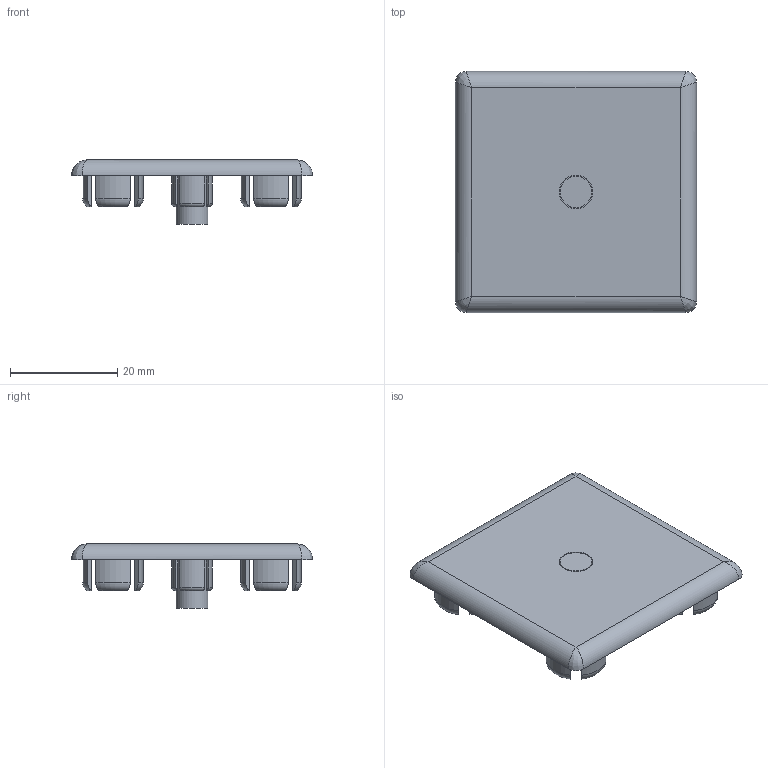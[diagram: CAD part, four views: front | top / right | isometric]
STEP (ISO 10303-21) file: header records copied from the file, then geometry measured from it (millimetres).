
FILE_DESCRIPTION(/* description */ (''),/* implementation_level */ '2;1');
FILE_NAME(/* name */ '60-010-2.step',/* time_stamp */ '2022-10-18T08:38:50-04:00',/* author */ (''),/* organization */ (''),/* preprocessor_version */ 'ST-DEVELOPER v19',/* originating_system */ 'Autodesk Translation Framework v11.7.0.108',/* authorisation */ '');
FILE_SCHEMA (('AUTOMOTIVE_DESIGN { 1 0 10303 214 3 1 1 }'));
Length unit declared in the file: millimetre
Products named in the file (2): 60-010-2; 60-010-0
Assembly tree (1 placements, depth 2):
  60-010-2
    60-010-0
Bounding box: 45 x 45 x 12 mm (x, y, z)
Volume: 4819.7 mm3; surface area: 6396.7 mm2
Topology: 1 solids, 1 shells, 128 faces, 311 edges, 206 vertices
Faces by surface type: cylinder 53, plane 51, torus 20, bspline 4
Full cylindrical faces by diameter (mm): 5.88 x2, 10 x1
Entity records: 4172 total; most frequent: CARTESIAN_POINT 1143, ORIENTED_EDGE 614, DIRECTION 599, EDGE_CURVE 307, AXIS2_PLACEMENT_3D 226, VERTEX_POINT 206, EDGE_LOOP 153, LINE 147
